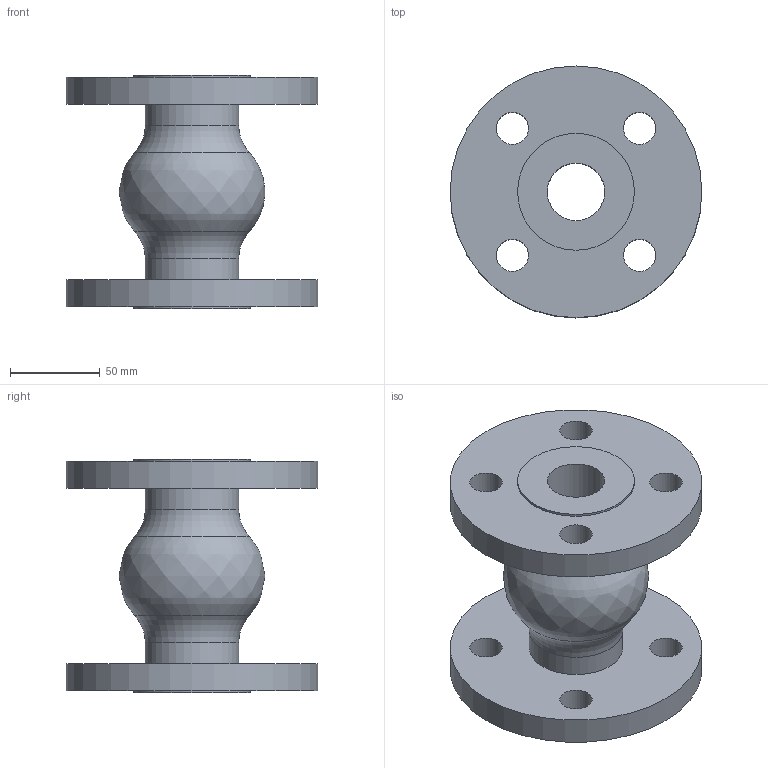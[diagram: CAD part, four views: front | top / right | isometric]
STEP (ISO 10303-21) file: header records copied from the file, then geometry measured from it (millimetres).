
FILE_DESCRIPTION(/* description */ ('Rubber Compensator VM 3920-DN32'),/* implementation_level */ '2;1');
FILE_NAME(/* name */ 'Rubber Compensator VM 3920-DN32.stp',/* time_stamp */ '2020-04-02T19:34:30+05:00',/* author */ ('rahul_marsute'),/* organization */ (''),/* preprocessor_version */ 'ST-DEVELOPER v18',/* originating_system */ 'Autodesk Inventor 2020',/* authorisation */ '');
FILE_SCHEMA (('AUTOMOTIVE_DESIGN { 1 0 10303 214 3 1 1 }'));
Length unit declared in the file: millimetre
Products named in the file (1): Rubber Compensator VM 3920-DN32
Bounding box: 140 x 140 x 130 mm (x, y, z)
Volume: 578181.6 mm3; surface area: 110941.4 mm2
Topology: 1 solids, 1 shells, 28 faces, 86 edges, 64 vertices
Faces by surface type: cylinder 16, plane 6, torus 4, bspline 2
Full cylindrical faces by diameter (mm): 18 x8, 32 x2, 52 x2, 65 x2, 140 x2
Entity records: 1161 total; most frequent: CARTESIAN_POINT 231, DIRECTION 210, ORIENTED_EDGE 172, AXIS2_PLACEMENT_3D 97, EDGE_CURVE 86, CIRCLE 70, VERTEX_POINT 64, EDGE_LOOP 50
